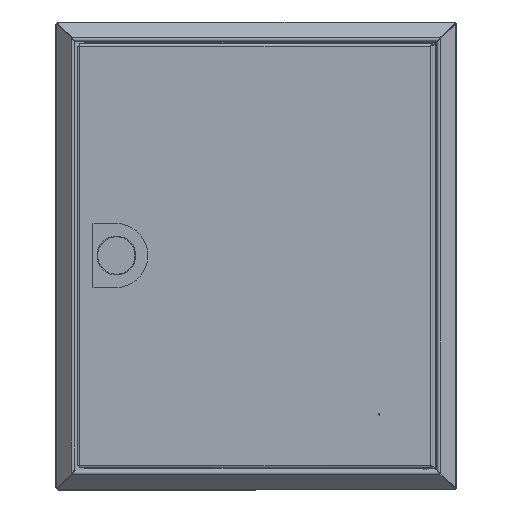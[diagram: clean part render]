
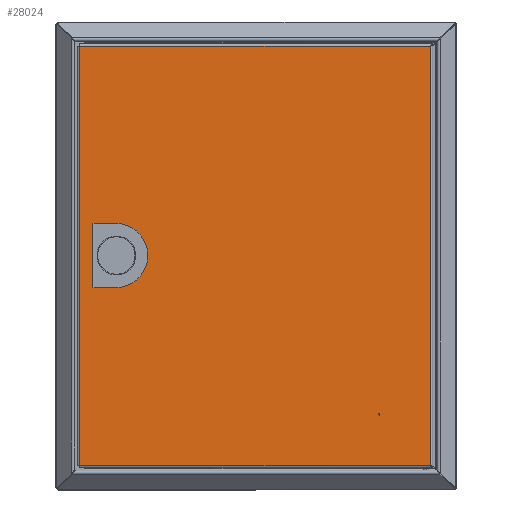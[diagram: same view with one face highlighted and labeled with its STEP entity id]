
A CAD part, top view. The second image highlights one B-rep face of the part: STEP entity #28024.
In plain terms, the highlighted planar face has unit normal (0, 0, 1).
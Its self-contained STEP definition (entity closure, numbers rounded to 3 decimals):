
#111 = CARTESIAN_POINT ( 'NONE',  ( 34.35, 143.63, 0. ) ) ;
#500 = CIRCLE ( 'NONE', #28564, 0.5 ) ;
#546 = VECTOR ( 'NONE', #31422, 1000. ) ;
#664 = AXIS2_PLACEMENT_3D ( 'NONE', #25681, #28393, #30570 ) ;
#1025 = VERTEX_POINT ( 'NONE', #5915 ) ;
#1030 = DIRECTION ( 'NONE',  ( 1., 0., 0. ) ) ;
#1218 = FACE_BOUND ( 'NONE', #15216, .T. ) ;
#1595 = VERTEX_POINT ( 'NONE', #15378 ) ;
#1854 = EDGE_CURVE ( 'NONE', #33186, #1025, #11488, .T. ) ;
#2193 = CARTESIAN_POINT ( 'NONE',  ( 43.6, 143.63, 0. ) ) ;
#2282 = VERTEX_POINT ( 'NONE', #32752 ) ;
#2695 = EDGE_CURVE ( 'NONE', #1025, #2282, #16348, .T. ) ;
#2864 = VECTOR ( 'NONE', #11350, 1000. ) ;
#3754 = VERTEX_POINT ( 'NONE', #23440 ) ;
#3985 = ORIENTED_EDGE ( 'NONE', *, *, #5093, .F. ) ;
#4299 = EDGE_CURVE ( 'NONE', #1595, #15916, #10546, .T. ) ;
#4345 = CARTESIAN_POINT ( 'NONE',  ( 34.35, 173.63, 0. ) ) ;
#4440 = LINE ( 'NONE', #25591, #20487 ) ;
#4875 = EDGE_LOOP ( 'NONE', ( #6977, #27362, #32233, #23763, #19209, #3985, #11929, #31983 ) ) ;
#5093 = EDGE_CURVE ( 'NONE', #10466, #33186, #12783, .T. ) ;
#5139 = DIRECTION ( 'NONE',  ( 0., -1., 0. ) ) ;
#5150 = VERTEX_POINT ( 'NONE', #20382 ) ;
#5590 = CARTESIAN_POINT ( 'NONE',  ( 0., 1.7, 0. ) ) ;
#5915 = CARTESIAN_POINT ( 'NONE',  ( 43.6, 173.63, 0. ) ) ;
#6285 = LINE ( 'NONE', #14204, #21774 ) ;
#6741 = DIRECTION ( 'NONE',  ( -1., 0., 0. ) ) ;
#6904 = DIRECTION ( 'NONE',  ( -1., 0., 0. ) ) ;
#6977 = ORIENTED_EDGE ( 'NONE', *, *, #20306, .F. ) ;
#7619 = CARTESIAN_POINT ( 'NONE',  ( 223.8, 40., 0. ) ) ;
#7672 = DIRECTION ( 'NONE',  ( 0., 1., 0. ) ) ;
#8047 = ORIENTED_EDGE ( 'NONE', *, *, #16166, .T. ) ;
#9913 = LINE ( 'NONE', #27819, #30739 ) ;
#9961 = FACE_BOUND ( 'NONE', #4875, .T. ) ;
#10086 = DIRECTION ( 'NONE',  ( 1., 0., 0. ) ) ;
#10142 = EDGE_CURVE ( 'NONE', #2282, #3754, #18389, .T. ) ;
#10270 = EDGE_CURVE ( 'NONE', #11325, #10466, #9913, .T. ) ;
#10466 = VERTEX_POINT ( 'NONE', #111 ) ;
#10546 = LINE ( 'NONE', #28810, #22103 ) ;
#10841 = CARTESIAN_POINT ( 'NONE',  ( 11.6, 142.38, 0. ) ) ;
#11263 = AXIS2_PLACEMENT_3D ( 'NONE', #12653, #29900, #32892 ) ;
#11325 = VERTEX_POINT ( 'NONE', #12810 ) ;
#11350 = DIRECTION ( 'NONE',  ( -1., 0., 0. ) ) ;
#11410 = ORIENTED_EDGE ( 'NONE', *, *, #15173, .T. ) ;
#11488 = LINE ( 'NONE', #24650, #20308 ) ;
#11505 = VERTEX_POINT ( 'NONE', #26321 ) ;
#11929 = ORIENTED_EDGE ( 'NONE', *, *, #10270, .F. ) ;
#12653 = CARTESIAN_POINT ( 'NONE',  ( 224.3, 40., 0. ) ) ;
#12783 = LINE ( 'NONE', #14626, #28689 ) ;
#12803 = CARTESIAN_POINT ( 'NONE',  ( 224.3, 40., 0. ) ) ;
#12810 = CARTESIAN_POINT ( 'NONE',  ( 33.1, 142.38, 0. ) ) ;
#14204 = CARTESIAN_POINT ( 'NONE',  ( 0., 1.7, 0. ) ) ;
#14438 = CARTESIAN_POINT ( 'NONE',  ( 33.1, 174.88, 0. ) ) ;
#14626 = CARTESIAN_POINT ( 'NONE',  ( 34.35, 143.63, 0. ) ) ;
#14950 = ORIENTED_EDGE ( 'NONE', *, *, #4299, .T. ) ;
#14968 = EDGE_CURVE ( 'NONE', #15764, #11505, #500, .T. ) ;
#14984 = CARTESIAN_POINT ( 'NONE',  ( 11.6, 174.88, 0. ) ) ;
#15173 = EDGE_CURVE ( 'NONE', #5150, #15746, #4440, .T. ) ;
#15216 = EDGE_LOOP ( 'NONE', ( #15430, #8047 ) ) ;
#15378 = CARTESIAN_POINT ( 'NONE',  ( 0., 315.56, 0. ) ) ;
#15430 = ORIENTED_EDGE ( 'NONE', *, *, #14968, .T. ) ;
#15746 = VERTEX_POINT ( 'NONE', #23007 ) ;
#15764 = VERTEX_POINT ( 'NONE', #7619 ) ;
#15916 = VERTEX_POINT ( 'NONE', #5590 ) ;
#16049 = CARTESIAN_POINT ( 'NONE',  ( 263.423, 315.56, 0. ) ) ;
#16166 = EDGE_CURVE ( 'NONE', #11505, #15764, #31240, .T. ) ;
#16236 = EDGE_CURVE ( 'NONE', #3754, #29799, #30404, .T. ) ;
#16348 = LINE ( 'NONE', #4345, #21007 ) ;
#16609 = EDGE_LOOP ( 'NONE', ( #11410, #18516, #14950, #27460 ) ) ;
#17529 = FACE_OUTER_BOUND ( 'NONE', #16609, .T. ) ;
#17857 = DIRECTION ( 'NONE',  ( -1., 0., 0. ) ) ;
#18137 = CARTESIAN_POINT ( 'NONE',  ( 11.6, 142.38, 0. ) ) ;
#18389 = LINE ( 'NONE', #14438, #546 ) ;
#18516 = ORIENTED_EDGE ( 'NONE', *, *, #18635, .T. ) ;
#18635 = EDGE_CURVE ( 'NONE', #15746, #1595, #26239, .T. ) ;
#18808 = EDGE_CURVE ( 'NONE', #15916, #5150, #6285, .T. ) ;
#19209 = ORIENTED_EDGE ( 'NONE', *, *, #1854, .F. ) ;
#20306 = EDGE_CURVE ( 'NONE', #29799, #29045, #21925, .T. ) ;
#20308 = VECTOR ( 'NONE', #24323, 1000. ) ;
#20382 = CARTESIAN_POINT ( 'NONE',  ( 262.6, 1.7, 0. ) ) ;
#20487 = VECTOR ( 'NONE', #7672, 1000. ) ;
#21007 = VECTOR ( 'NONE', #6741, 1000. ) ;
#21455 = EDGE_CURVE ( 'NONE', #29045, #11325, #32093, .T. ) ;
#21774 = VECTOR ( 'NONE', #24855, 1000. ) ;
#21775 = CARTESIAN_POINT ( 'NONE',  ( 11.6, 142.38, 0. ) ) ;
#21925 = LINE ( 'NONE', #21775, #22779 ) ;
#22103 = VECTOR ( 'NONE', #5139, 1000. ) ;
#22779 = VECTOR ( 'NONE', #32061, 1000. ) ;
#23007 = CARTESIAN_POINT ( 'NONE',  ( 262.6, 315.56, 0. ) ) ;
#23440 = CARTESIAN_POINT ( 'NONE',  ( 33.1, 174.88, 0. ) ) ;
#23763 = ORIENTED_EDGE ( 'NONE', *, *, #2695, .F. ) ;
#24323 = DIRECTION ( 'NONE',  ( 0., 1., 0. ) ) ;
#24650 = CARTESIAN_POINT ( 'NONE',  ( 43.6, 173.63, 0. ) ) ;
#24855 = DIRECTION ( 'NONE',  ( 1., 0., 0. ) ) ;
#25456 = DIRECTION ( 'NONE',  ( 0.707, 0.707, 0. ) ) ;
#25591 = CARTESIAN_POINT ( 'NONE',  ( 262.6, 0.877, 0. ) ) ;
#25681 = CARTESIAN_POINT ( 'NONE',  ( 0., 0., 0. ) ) ;
#25982 = CARTESIAN_POINT ( 'NONE',  ( 11.6, 174.88, 0. ) ) ;
#26239 = LINE ( 'NONE', #16049, #2864 ) ;
#26321 = CARTESIAN_POINT ( 'NONE',  ( 224.8, 40., 0. ) ) ;
#26367 = VECTOR ( 'NONE', #6904, 1000. ) ;
#27073 = VECTOR ( 'NONE', #1030, 1000. ) ;
#27362 = ORIENTED_EDGE ( 'NONE', *, *, #16236, .F. ) ;
#27460 = ORIENTED_EDGE ( 'NONE', *, *, #18808, .T. ) ;
#27819 = CARTESIAN_POINT ( 'NONE',  ( 33.1, 142.38, 0. ) ) ;
#28024 = ADVANCED_FACE ( 'NONE', ( #1218, #9961, #17529 ), #30737, .F. ) ;
#28393 = DIRECTION ( 'NONE',  ( 0., 0., -1. ) ) ;
#28564 = AXIS2_PLACEMENT_3D ( 'NONE', #12803, #31648, #17857 ) ;
#28689 = VECTOR ( 'NONE', #10086, 1000. ) ;
#28810 = CARTESIAN_POINT ( 'NONE',  ( 0., 0., 0. ) ) ;
#29045 = VERTEX_POINT ( 'NONE', #18137 ) ;
#29799 = VERTEX_POINT ( 'NONE', #25982 ) ;
#29900 = DIRECTION ( 'NONE',  ( 0., 0., -1. ) ) ;
#30404 = LINE ( 'NONE', #14984, #26367 ) ;
#30570 = DIRECTION ( 'NONE',  ( -1., 0., 0. ) ) ;
#30737 = PLANE ( 'NONE',  #664 ) ;
#30739 = VECTOR ( 'NONE', #25456, 1000. ) ;
#31240 = CIRCLE ( 'NONE', #11263, 0.5 ) ;
#31422 = DIRECTION ( 'NONE',  ( -0.707, 0.707, 0. ) ) ;
#31648 = DIRECTION ( 'NONE',  ( 0., 0., -1. ) ) ;
#31983 = ORIENTED_EDGE ( 'NONE', *, *, #21455, .F. ) ;
#32061 = DIRECTION ( 'NONE',  ( 0., -1., 0. ) ) ;
#32093 = LINE ( 'NONE', #10841, #27073 ) ;
#32233 = ORIENTED_EDGE ( 'NONE', *, *, #10142, .F. ) ;
#32752 = CARTESIAN_POINT ( 'NONE',  ( 34.35, 173.63, 0. ) ) ;
#32892 = DIRECTION ( 'NONE',  ( -1., 0., 0. ) ) ;
#33186 = VERTEX_POINT ( 'NONE', #2193 ) ;
